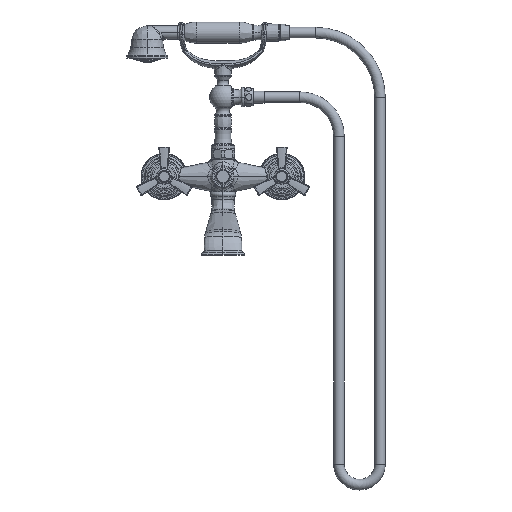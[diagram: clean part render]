
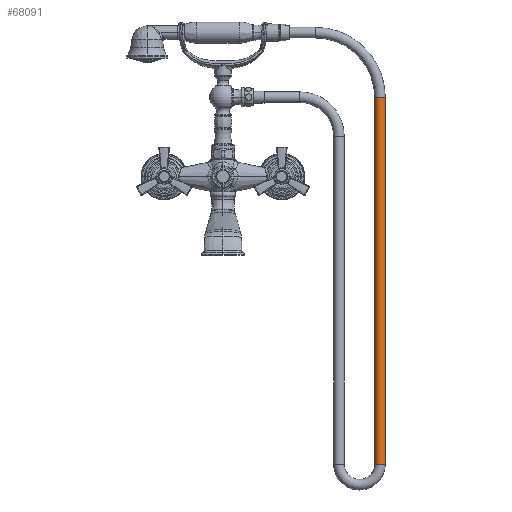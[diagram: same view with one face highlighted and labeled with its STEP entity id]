
A CAD part, top view. The second image highlights one B-rep face of the part: STEP entity #68091.
In plain terms, the highlighted cylindrical face has radius 6.858 mm (diameter 13.716 mm), a partial arc.
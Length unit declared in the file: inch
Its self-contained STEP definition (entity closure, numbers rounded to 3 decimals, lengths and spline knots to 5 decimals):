
#22734=DIRECTION('',(0.,-1.,0.));
#22735=VECTOR('',#22734,18.713);
#22736=CARTESIAN_POINT('',(7.73343,4.04827,0.));
#22737=LINE('',#22736,#22735);
#22738=CARTESIAN_POINT('',(8.00343,4.04827,0.));
#22739=DIRECTION('',(0.,-1.,0.));
#22740=DIRECTION('',(1.,0.,0.));
#22741=AXIS2_PLACEMENT_3D('',#22738,#22739,#22740);
#22743=DIRECTION('',(0.,-1.,0.));
#22744=VECTOR('',#22743,18.713);
#22745=CARTESIAN_POINT('',(8.27343,4.04827,0.));
#22746=LINE('',#22745,#22744);
#22747=CARTESIAN_POINT('',(8.00343,-14.66473,0.));
#22748=DIRECTION('',(0.,-1.,0.));
#22749=DIRECTION('',(1.,0.,0.));
#22750=AXIS2_PLACEMENT_3D('',#22747,#22748,#22749);
#24144=CARTESIAN_POINT('',(7.73343,4.04827,0.));
#24145=CARTESIAN_POINT('',(8.27343,4.04827,0.));
#24146=VERTEX_POINT('',#24144);
#24147=VERTEX_POINT('',#24145);
#24148=CARTESIAN_POINT('',(7.73343,-14.66473,0.));
#24149=VERTEX_POINT('',#24148);
#24150=CARTESIAN_POINT('',(8.27343,-14.66473,0.));
#24151=VERTEX_POINT('',#24150);
#68079=CARTESIAN_POINT('',(8.00343,4.04827,0.));
#68080=DIRECTION('',(0.,-1.,0.));
#68081=DIRECTION('',(-1.,0.,0.));
#68082=AXIS2_PLACEMENT_3D('',#68079,#68080,#68081);
#68083=CYLINDRICAL_SURFACE('',#68082,0.27);
#68084=ORIENTED_EDGE('',*,*,#68044,.F.);
#68085=ORIENTED_EDGE('',*,*,#68074,.T.);
#68087=ORIENTED_EDGE('',*,*,#68086,.T.);
#68088=ORIENTED_EDGE('',*,*,#68070,.F.);
#68089=EDGE_LOOP('',(#68084,#68085,#68087,#68088));
#68090=FACE_OUTER_BOUND('',#68089,.F.);
#68091=ADVANCED_FACE('',(#68090),#68083,.T.);
#22742=CIRCLE('',#22741,0.27);
#22751=CIRCLE('',#22750,0.27);
#68044=EDGE_CURVE('',#24147,#24146,#22742,.T.);
#68070=EDGE_CURVE('',#24146,#24149,#22737,.T.);
#68074=EDGE_CURVE('',#24147,#24151,#22746,.T.);
#68086=EDGE_CURVE('',#24151,#24149,#22751,.T.);
